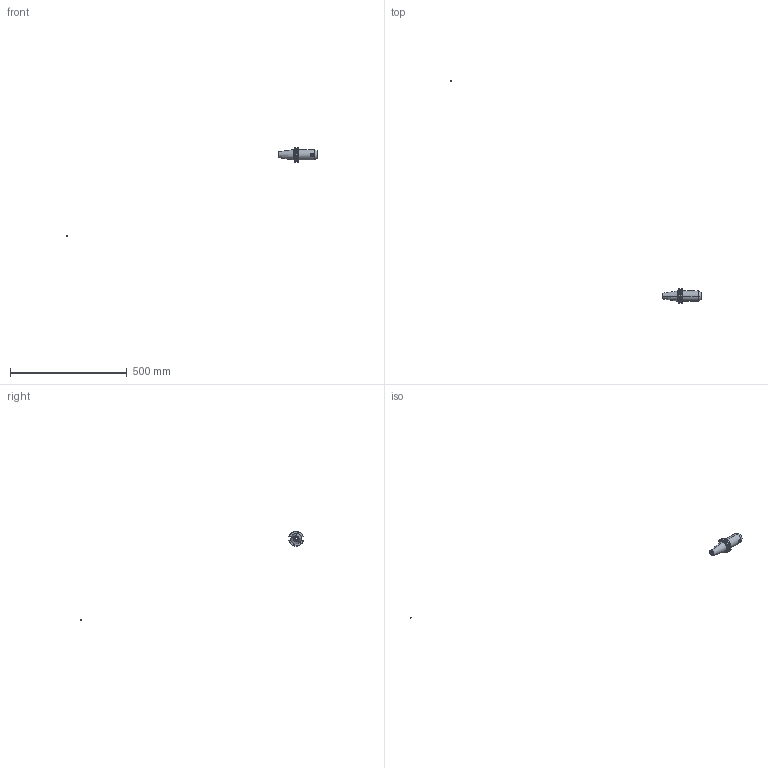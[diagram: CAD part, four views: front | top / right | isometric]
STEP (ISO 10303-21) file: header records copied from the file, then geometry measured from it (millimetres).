
FILE_DESCRIPTION (( 'STEP AP203' ), '1' );
FILE_NAME ('91406-WE7 140100.STEP', '2015-09-04T11:16:43', ( '' ), ( '' ), 'SwSTEP 2.0', 'SolidWorks 2009', '' );
FILE_SCHEMA (( 'CONFIG_CONTROL_DESIGN' ));
Length unit declared in the file: millimetre
Products named in the file (5): SK40 EM 14 100 FTC WW; M12X16._ISO 4026 - M12 x 12-N; 91406-WE7 140100; Copy of M4X4_DIN 913 - M4 x 4-N; M4X4_DIN 913 - M4 x 4-N
Assembly tree (5 placements, depth 2):
  91406-WE7 140100
    SK40 EM 14 100 FTC WW
    M4X4_DIN 913 - M4 x 4-N  x2
    Copy of M4X4_DIN 913 - M4 x 4-N
    M12X16._ISO 4026 - M12 x 12-N
Bounding box: 1074.33 x 954.36 x 382.81 mm (x, y, z)
Volume: 208892.8 mm3; surface area: 36020.7 mm2
Topology: 5 solids, 5 shells, 175 faces, 414 edges, 262 vertices
Faces by surface type: plane 67, cylinder 46, cone 36, torus 19, bspline 5, sphere 2
Entity records: 5828 total; most frequent: CARTESIAN_POINT 1528, DIRECTION 810, ORIENTED_EDGE 764, EDGE_CURVE 382, AXIS2_PLACEMENT_3D 316, VERTEX_POINT 242, EDGE_LOOP 184, VECTOR 178
